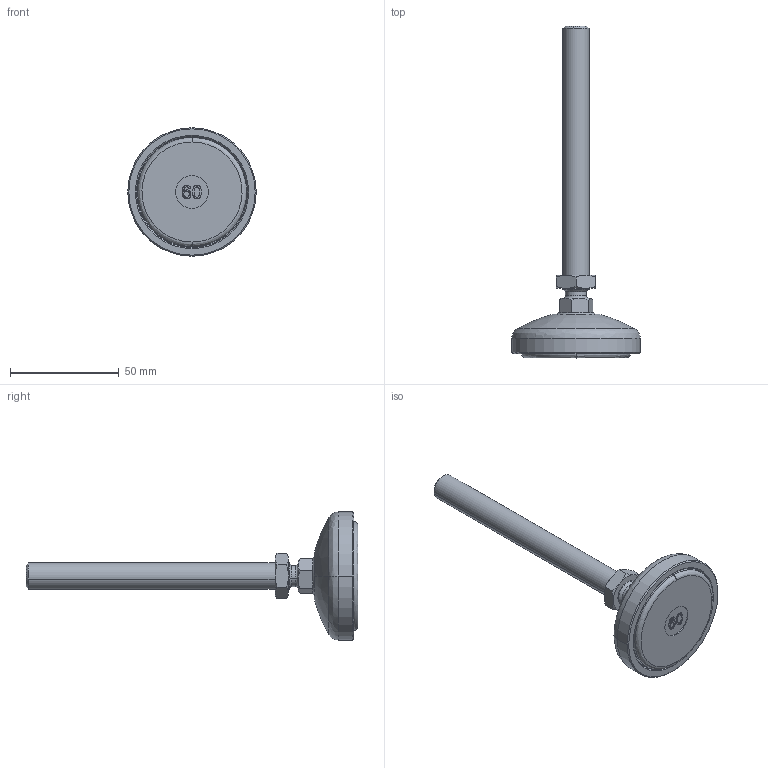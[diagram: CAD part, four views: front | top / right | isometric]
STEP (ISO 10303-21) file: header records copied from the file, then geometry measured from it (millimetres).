
FILE_DESCRIPTION (( 'STEP AP203' ), '1' );
FILE_NAME ('A60.15.60.12 Stainless swivel feet 60 - M12 x 125.STEP', '2018-09-28T13:26:02', ( '' ), ( '' ), 'SwSTEP 2.0', 'SolidWorks 2015', '' );
FILE_SCHEMA (( 'CONFIG_CONTROL_DESIGN' ));
Length unit declared in the file: inch
Products named in the file (2): A60.15.60.12 Stainless swivel feet 60 - M12 x 125
Bounding box: 59 x 152.5 x 59 mm (x, y, z)
Volume: 59121.4 mm3; surface area: 21561.5 mm2
Topology: 5 solids, 5 shells, 169 faces, 376 edges, 233 vertices
Faces by surface type: bspline 55, cone 43, plane 39, cylinder 32
Entity records: 8260 total; most frequent: CARTESIAN_POINT 4669, ORIENTED_EDGE 752, DIRECTION 637, EDGE_CURVE 376, AXIS2_PLACEMENT_3D 267, VERTEX_POINT 233, EDGE_LOOP 189, FACE_OUTER_BOUND 169
